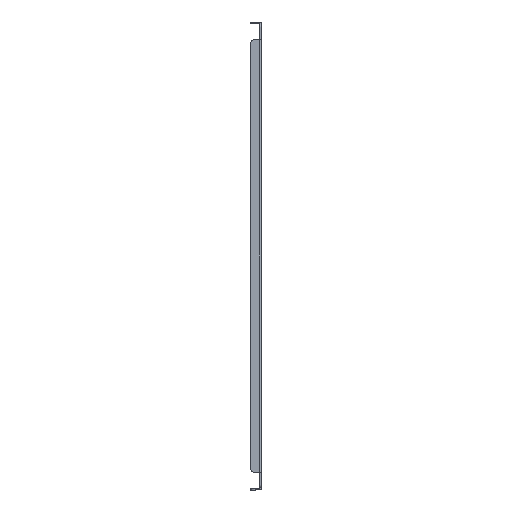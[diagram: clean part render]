
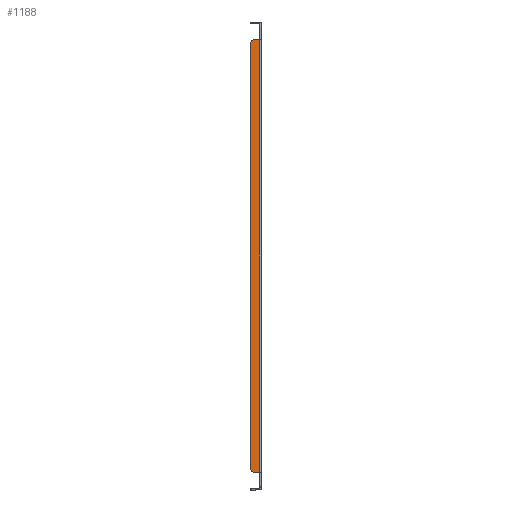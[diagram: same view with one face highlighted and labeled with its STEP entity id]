
A CAD part, left-side view. The second image highlights one B-rep face of the part: STEP entity #1188.
In plain terms, the highlighted planar face has unit normal (-1, 0, 0).
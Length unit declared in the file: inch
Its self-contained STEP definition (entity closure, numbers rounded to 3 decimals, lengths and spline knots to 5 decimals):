
#27 = LINE ( 'NONE', #1126, #1562 ) ;
#35 = CARTESIAN_POINT ( 'NONE',  ( -16.5, 0.75, 16.375 ) ) ;
#78 = LINE ( 'NONE', #2004, #569 ) ;
#86 = ORIENTED_EDGE ( 'NONE', *, *, #1611, .F. ) ;
#144 = EDGE_CURVE ( 'NONE', #1825, #842, #1851, .T. ) ;
#179 = EDGE_CURVE ( 'NONE', #184, #1825, #1204, .T. ) ;
#184 = VERTEX_POINT ( 'NONE', #736 ) ;
#202 = DIRECTION ( 'NONE',  ( 1., 0., 0. ) ) ;
#338 = EDGE_CURVE ( 'NONE', #623, #1169, #1798, .T. ) ;
#354 = EDGE_CURVE ( 'NONE', #623, #2150, #27, .T. ) ;
#421 = AXIS2_PLACEMENT_3D ( 'NONE', #1411, #930, #2076 ) ;
#443 = ORIENTED_EDGE ( 'NONE', *, *, #338, .F. ) ;
#486 = AXIS2_PLACEMENT_3D ( 'NONE', #1667, #676, #1862 ) ;
#504 = DIRECTION ( 'NONE',  ( 0., -1., 0. ) ) ;
#524 = CARTESIAN_POINT ( 'NONE',  ( -16.5, 0.125, -15.24842 ) ) ;
#569 = VECTOR ( 'NONE', #504, 39.37008 ) ;
#623 = VERTEX_POINT ( 'NONE', #1511 ) ;
#676 = DIRECTION ( 'NONE',  ( 1., 0., 0. ) ) ;
#736 = CARTESIAN_POINT ( 'NONE',  ( -16.5, 0.5, -15.24842 ) ) ;
#760 = ORIENTED_EDGE ( 'NONE', *, *, #179, .F. ) ;
#842 = VERTEX_POINT ( 'NONE', #1928 ) ;
#847 = PLANE ( 'NONE',  #1813 ) ;
#914 = CARTESIAN_POINT ( 'NONE',  ( -16.5, 0.75, -14.99842 ) ) ;
#919 = ORIENTED_EDGE ( 'NONE', *, *, #144, .F. ) ;
#930 = DIRECTION ( 'NONE',  ( 1., 0., 0. ) ) ;
#990 = ORIENTED_EDGE ( 'NONE', *, *, #1168, .T. ) ;
#1126 = CARTESIAN_POINT ( 'NONE',  ( -16.5, 0.125, 15.24842 ) ) ;
#1156 = CARTESIAN_POINT ( 'NONE',  ( -16.5, 0.125, 15.24842 ) ) ;
#1168 = EDGE_CURVE ( 'NONE', #184, #1169, #78, .T. ) ;
#1169 = VERTEX_POINT ( 'NONE', #524 ) ;
#1188 = ADVANCED_FACE ( 'NONE', ( #1191 ), #847, .F. ) ;
#1191 = FACE_OUTER_BOUND ( 'NONE', #1446, .T. ) ;
#1204 = CIRCLE ( 'NONE', #421, 0.25 ) ;
#1379 = CARTESIAN_POINT ( 'NONE',  ( -16.5, 0.5, 15.24842 ) ) ;
#1411 = CARTESIAN_POINT ( 'NONE',  ( -16.5, 0.5, -14.99842 ) ) ;
#1432 = VECTOR ( 'NONE', #1895, 39.37008 ) ;
#1446 = EDGE_LOOP ( 'NONE', ( #760, #990, #443, #1972, #86, #919 ) ) ;
#1456 = DIRECTION ( 'NONE',  ( 0., 0., -1. ) ) ;
#1511 = CARTESIAN_POINT ( 'NONE',  ( -16.5, 0.125, 15.24842 ) ) ;
#1522 = CARTESIAN_POINT ( 'NONE',  ( -16.5, 0.09379, 16.375 ) ) ;
#1562 = VECTOR ( 'NONE', #1623, 39.37008 ) ;
#1611 = EDGE_CURVE ( 'NONE', #842, #2150, #1659, .T. ) ;
#1623 = DIRECTION ( 'NONE',  ( 0., 1., 0. ) ) ;
#1659 = CIRCLE ( 'NONE', #486, 0.25 ) ;
#1667 = CARTESIAN_POINT ( 'NONE',  ( -16.5, 0.5, 14.99842 ) ) ;
#1772 = VECTOR ( 'NONE', #1456, 39.37008 ) ;
#1798 = LINE ( 'NONE', #1156, #1772 ) ;
#1813 = AXIS2_PLACEMENT_3D ( 'NONE', #1522, #202, #1880 ) ;
#1825 = VERTEX_POINT ( 'NONE', #914 ) ;
#1851 = LINE ( 'NONE', #35, #1432 ) ;
#1862 = DIRECTION ( 'NONE',  ( 0., 0., 1. ) ) ;
#1880 = DIRECTION ( 'NONE',  ( 0., 1., 0. ) ) ;
#1895 = DIRECTION ( 'NONE',  ( 0., 0., 1. ) ) ;
#1928 = CARTESIAN_POINT ( 'NONE',  ( -16.5, 0.75, 14.99842 ) ) ;
#1972 = ORIENTED_EDGE ( 'NONE', *, *, #354, .T. ) ;
#2004 = CARTESIAN_POINT ( 'NONE',  ( -16.5, 0.125, -15.24842 ) ) ;
#2076 = DIRECTION ( 'NONE',  ( 0., 0., 1. ) ) ;
#2150 = VERTEX_POINT ( 'NONE', #1379 ) ;
